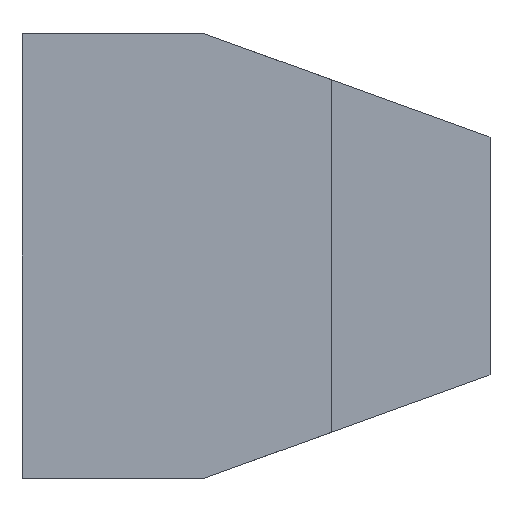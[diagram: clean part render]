
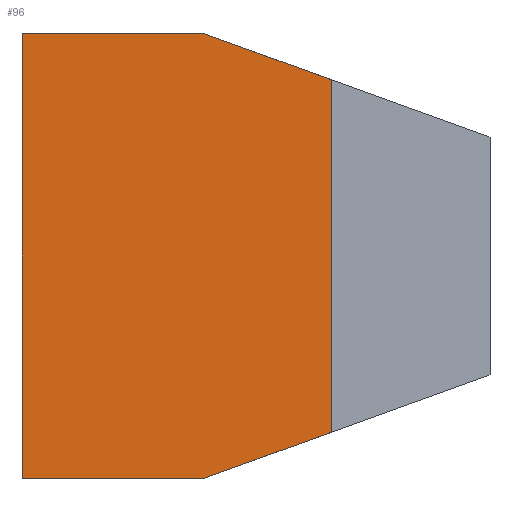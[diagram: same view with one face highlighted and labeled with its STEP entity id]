
A CAD part, front view. The second image highlights one B-rep face of the part: STEP entity #96.
In plain terms, the highlighted planar face has unit normal (0, -1, 0).
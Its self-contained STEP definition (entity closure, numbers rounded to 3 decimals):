
#96=ADVANCED_FACE('',(#193),#194,.T.);
#193=FACE_OUTER_BOUND('',#286,.T.);
#194=PLANE('',#287);
#286=EDGE_LOOP('',(#507,#508,#509,#510,#511,#512));
#287=AXIS2_PLACEMENT_3D('',#513,#514,#515);
#507=ORIENTED_EDGE('',*,*,#632,.T.);
#508=ORIENTED_EDGE('',*,*,#658,.T.);
#509=ORIENTED_EDGE('',*,*,#653,.T.);
#510=ORIENTED_EDGE('',*,*,#660,.T.);
#511=ORIENTED_EDGE('',*,*,#661,.F.);
#512=ORIENTED_EDGE('',*,*,#662,.T.);
#513=CARTESIAN_POINT('',(4.25,-9.0,-14.0));
#514=DIRECTION('',(0.0,-1.0,0.0));
#515=DIRECTION('',(1.0,0.0,0.0));
#632=EDGE_CURVE('',#770,#771,#772,.T.);
#653=EDGE_CURVE('',#802,#803,#804,.T.);
#658=EDGE_CURVE('',#771,#802,#810,.T.);
#660=EDGE_CURVE('',#803,#812,#813,.T.);
#661=EDGE_CURVE('',#814,#812,#815,.T.);
#662=EDGE_CURVE('',#814,#770,#816,.T.);
#770=VERTEX_POINT('',#959);
#771=VERTEX_POINT('',#960);
#772=LINE('',#961,#962);
#802=VERTEX_POINT('',#1007);
#803=VERTEX_POINT('',#1008);
#804=LINE('',#1009,#1010);
#810=LINE('',#1019,#1020);
#812=VERTEX_POINT('',#1022);
#813=LINE('',#1023,#1024);
#814=VERTEX_POINT('',#1025);
#815=LINE('',#1026,#1027);
#816=LINE('',#1028,#1029);
#959=CARTESIAN_POINT('',(6.0,-9.0,-14.0));
#960=CARTESIAN_POINT('',(14.0,-9.0,-11.111));
#961=CARTESIAN_POINT('',(12.163,-9.0,-11.775));
#962=VECTOR('',#1123,1.0);
#1007=CARTESIAN_POINT('',(14.0,-9.0,11.111));
#1008=CARTESIAN_POINT('',(6.0,-9.0,14.0));
#1009=CARTESIAN_POINT('',(16.635,-9.0,10.16));
#1010=VECTOR('',#1139,1.0);
#1019=CARTESIAN_POINT('',(14.0,-9.0,-14.0));
#1020=VECTOR('',#1143,1.0);
#1022=CARTESIAN_POINT('',(-5.5,-9.0,14.0));
#1023=CARTESIAN_POINT('',(-5.5,-9.0,14.0));
#1024=VECTOR('',#1144,1.0);
#1025=CARTESIAN_POINT('',(-5.5,-9.0,-14.0));
#1026=CARTESIAN_POINT('',(-5.5,-9.0,-14.0));
#1027=VECTOR('',#1145,1.0);
#1028=CARTESIAN_POINT('',(-5.5,-9.0,-14.0));
#1029=VECTOR('',#1146,1.0);
#1123=DIRECTION('',(0.941,0.0,0.34));
#1139=DIRECTION('',(-0.941,0.0,0.34));
#1143=DIRECTION('',(0.0,0.0,1.0));
#1144=DIRECTION('',(-1.0,-0.0,-0.0));
#1145=DIRECTION('',(0.0,0.0,1.0));
#1146=DIRECTION('',(1.0,0.0,0.0));
